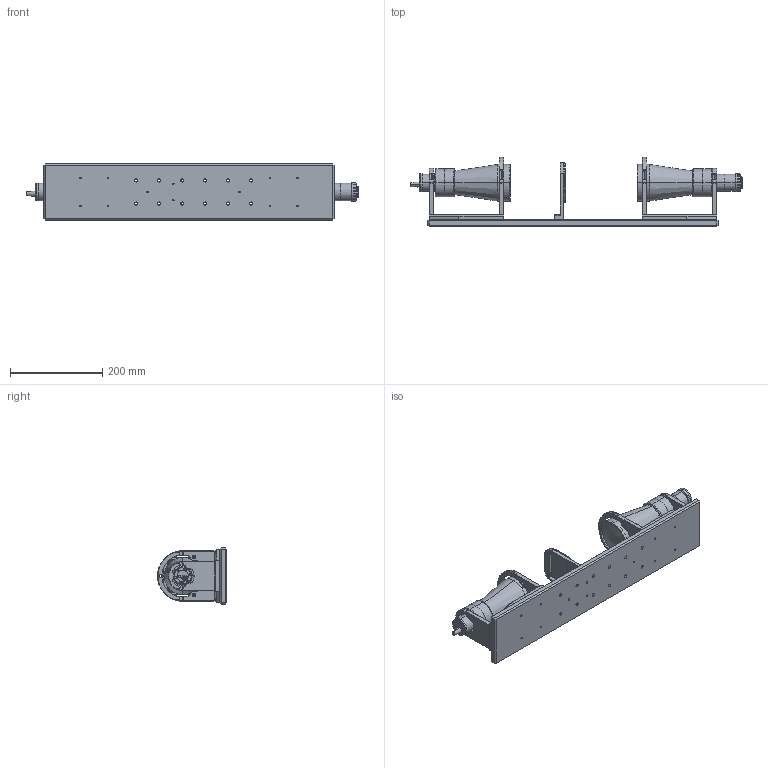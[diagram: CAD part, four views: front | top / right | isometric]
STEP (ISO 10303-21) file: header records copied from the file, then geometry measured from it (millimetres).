
FILE_DESCRIPTION (( 'STEP AP214' ), '1' );
FILE_NAME ('TCBENCH56.STEP', '2013-04-05T12:22:50', ( 'Work' ), ( '' ), 'SwSTEP 2.0', 'SolidWorks 2012', '' );
FILE_SCHEMA (( 'AUTOMOTIVE_DESIGN' ));
Length unit declared in the file: millimetre
Products named in the file (1): TCBENCH56
Bounding box: 721.2 x 150 x 122 mm (x, y, z)
Surface area: 446107.5 mm2 (no closed solid volume)
Topology: 0 solids, 44 shells, 737 faces, 2203 edges, 1512 vertices
Faces by surface type: plane 309, cylinder 287, cone 119, bspline 22
Entity records: 42185 total; most frequent: CARTESIAN_POINT 14271, DIRECTION 4085, ORIENTED_EDGE 3761, EDGE_CURVE 2203, VERTEX_POINT 1512, AXIS2_PLACEMENT_3D 1476, LINE 1133, VECTOR 1133
